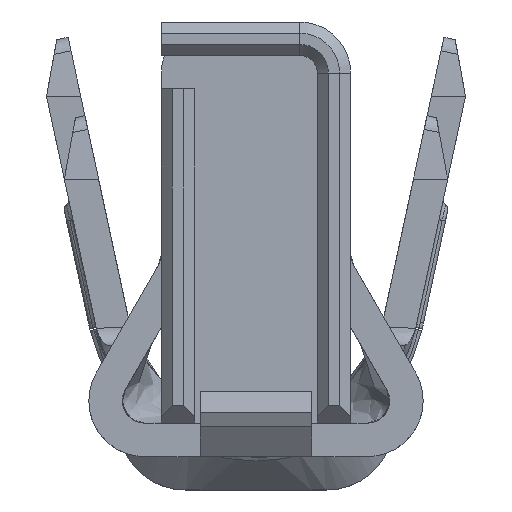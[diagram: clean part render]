
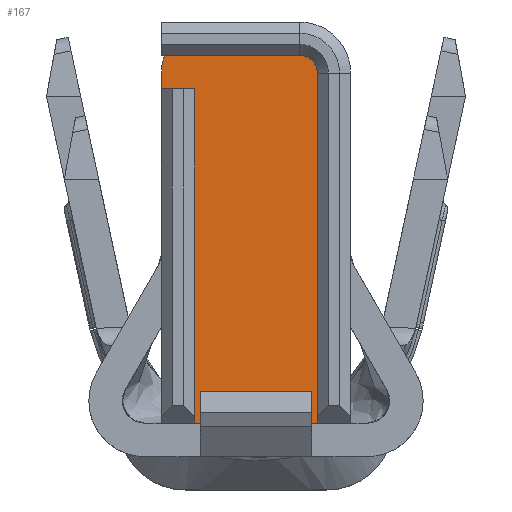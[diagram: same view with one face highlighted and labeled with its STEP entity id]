
A CAD part, front view. The second image highlights one B-rep face of the part: STEP entity #167.
In plain terms, the highlighted planar face has unit normal (0, -1, 0).
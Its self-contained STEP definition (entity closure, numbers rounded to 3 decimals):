
#30=CARTESIAN_POINT('',(0.475,-5.783,1.2));
#31=DIRECTION('',(1.,0.,0.));
#32=DIRECTION('',(0.,-1.,0.));
#33=AXIS2_PLACEMENT_3D('',#30,#32,#31);
#34=PLANE('',#33);
#35=CARTESIAN_POINT('',(-0.275,-5.783,0.3));
#36=VERTEX_POINT('',#35);
#37=CARTESIAN_POINT('',(-0.275,-5.783,1.8));
#38=VERTEX_POINT('',#37);
#39=CARTESIAN_POINT('',(-0.275,-5.783,0.3));
#40=DIRECTION('',(0.,0.,1.));
#41=VECTOR('',#40,1.5);
#42=LINE('',#39,#41);
#43=EDGE_CURVE('',#36,#38,#42,.T.);
#44=ORIENTED_EDGE('',*,*,#43,.F.);
#45=CARTESIAN_POINT('',(-0.25,-5.783,0.3));
#46=VERTEX_POINT('',#45);
#47=CARTESIAN_POINT('',(-0.25,-5.783,0.3));
#48=DIRECTION('',(-1.,0.,0.));
#49=VECTOR('',#48,0.025);
#50=LINE('',#47,#49);
#51=EDGE_CURVE('',#46,#36,#50,.T.);
#52=ORIENTED_EDGE('',*,*,#51,.F.);
#53=CARTESIAN_POINT('',(-0.25,-5.783,0.335));
#54=VERTEX_POINT('',#53);
#55=CARTESIAN_POINT('',(-0.25,-5.783,0.335));
#56=DIRECTION('',(0.,0.,-1.));
#57=VECTOR('',#56,0.035);
#58=LINE('',#55,#57);
#59=EDGE_CURVE('',#54,#46,#58,.T.);
#60=ORIENTED_EDGE('',*,*,#59,.F.);
#61=CARTESIAN_POINT('',(0.25,-5.783,0.335));
#62=VERTEX_POINT('',#61);
#63=CARTESIAN_POINT('',(0.25,-5.783,0.335));
#64=DIRECTION('',(-1.,0.,0.));
#65=VECTOR('',#64,0.5);
#66=LINE('',#63,#65);
#67=EDGE_CURVE('',#62,#54,#66,.T.);
#68=ORIENTED_EDGE('',*,*,#67,.F.);
#69=CARTESIAN_POINT('',(0.25,-5.783,0.3));
#70=VERTEX_POINT('',#69);
#71=CARTESIAN_POINT('',(0.25,-5.783,0.3));
#72=DIRECTION('',(0.,0.,1.));
#73=VECTOR('',#72,0.035);
#74=LINE('',#71,#73);
#75=EDGE_CURVE('',#70,#62,#74,.T.);
#76=ORIENTED_EDGE('',*,*,#75,.F.);
#77=CARTESIAN_POINT('',(0.425,-5.783,0.3));
#78=VERTEX_POINT('',#77);
#79=CARTESIAN_POINT('',(0.425,-5.783,0.3));
#80=DIRECTION('',(-1.,0.,0.));
#81=VECTOR('',#80,0.175);
#82=LINE('',#79,#81);
#83=EDGE_CURVE('',#78,#70,#82,.T.);
#84=ORIENTED_EDGE('',*,*,#83,.F.);
#85=CARTESIAN_POINT('',(0.425,-5.783,0.313));
#86=VERTEX_POINT('',#85);
#87=CARTESIAN_POINT('',(0.425,-5.783,0.3));
#88=DIRECTION('',(0.,0.,1.));
#89=VECTOR('',#88,0.013);
#90=LINE('',#87,#89);
#91=EDGE_CURVE('',#78,#86,#90,.T.);
#92=ORIENTED_EDGE('',*,*,#91,.T.);
#93=CARTESIAN_POINT('',(0.275,-5.783,0.313));
#94=VERTEX_POINT('',#93);
#95=CARTESIAN_POINT('',(0.275,-5.783,0.313));
#96=DIRECTION('',(1.,0.,0.));
#97=VECTOR('',#96,0.15);
#98=LINE('',#95,#97);
#99=EDGE_CURVE('',#94,#86,#98,.T.);
#100=ORIENTED_EDGE('',*,*,#99,.F.);
#101=CARTESIAN_POINT('',(0.275,-5.783,1.87));
#102=VERTEX_POINT('',#101);
#103=CARTESIAN_POINT('',(0.275,-5.783,1.87));
#104=DIRECTION('',(0.,0.,-1.));
#105=VECTOR('',#104,1.557);
#106=LINE('',#103,#105);
#107=EDGE_CURVE('',#102,#94,#106,.T.);
#108=ORIENTED_EDGE('',*,*,#107,.F.);
#109=CARTESIAN_POINT('',(0.195,-5.783,1.95));
#110=VERTEX_POINT('',#109);
#111=CARTESIAN_POINT('',(0.195,-5.783,1.87));
#112=DIRECTION('',(0.,0.,1.));
#113=DIRECTION('',(0.,1.,0.));
#114=AXIS2_PLACEMENT_3D('',#111,#113,#112);
#115=CIRCLE('',#114,0.08);
#116=EDGE_CURVE('',#110,#102,#115,.T.);
#117=ORIENTED_EDGE('',*,*,#116,.F.);
#118=CARTESIAN_POINT('',(-0.024,-5.783,1.95));
#119=VERTEX_POINT('',#118);
#120=CARTESIAN_POINT('',(-0.024,-5.783,1.95));
#121=DIRECTION('',(1.,0.,0.));
#122=VECTOR('',#121,0.219);
#123=LINE('',#120,#122);
#124=EDGE_CURVE('',#119,#110,#123,.T.);
#125=ORIENTED_EDGE('',*,*,#124,.F.);
#126=CARTESIAN_POINT('',(-0.024,-5.783,2.1));
#127=VERTEX_POINT('',#126);
#128=CARTESIAN_POINT('',(-0.024,-5.783,2.1));
#129=DIRECTION('',(0.,0.,-1.));
#130=VECTOR('',#129,0.15);
#131=LINE('',#128,#130);
#132=EDGE_CURVE('',#127,#119,#131,.T.);
#133=ORIENTED_EDGE('',*,*,#132,.F.);
#134=CARTESIAN_POINT('',(-0.195,-5.783,2.1));
#135=VERTEX_POINT('',#134);
#136=CARTESIAN_POINT('',(-0.024,-5.783,2.1));
#137=DIRECTION('',(-1.,0.,0.));
#138=VECTOR('',#137,0.171);
#139=LINE('',#136,#138);
#140=EDGE_CURVE('',#127,#135,#139,.T.);
#141=ORIENTED_EDGE('',*,*,#140,.T.);
#142=CARTESIAN_POINT('',(-0.425,-5.783,1.87));
#143=VERTEX_POINT('',#142);
#144=CARTESIAN_POINT('',(-0.195,-5.783,1.87));
#145=DIRECTION('',(0.,0.,1.));
#146=DIRECTION('',(0.,-1.,0.));
#147=AXIS2_PLACEMENT_3D('',#144,#146,#145);
#148=CIRCLE('',#147,0.23);
#149=EDGE_CURVE('',#135,#143,#148,.T.);
#150=ORIENTED_EDGE('',*,*,#149,.T.);
#151=CARTESIAN_POINT('',(-0.425,-5.783,1.8));
#152=VERTEX_POINT('',#151);
#153=CARTESIAN_POINT('',(-0.425,-5.783,1.87));
#154=DIRECTION('',(0.,0.,-1.));
#155=VECTOR('',#154,0.07);
#156=LINE('',#153,#155);
#157=EDGE_CURVE('',#143,#152,#156,.T.);
#158=ORIENTED_EDGE('',*,*,#157,.T.);
#159=CARTESIAN_POINT('',(-0.425,-5.783,1.8));
#160=DIRECTION('',(1.,0.,0.));
#161=VECTOR('',#160,0.15);
#162=LINE('',#159,#161);
#163=EDGE_CURVE('',#152,#38,#162,.T.);
#164=ORIENTED_EDGE('',*,*,#163,.T.);
#165=EDGE_LOOP('',(#44,#52,#60,#68,#76,#84,#92,#100,#108,#117,#125,#133,#141,#150,#158,#164));
#166=FACE_OUTER_BOUND('',#165,.T.);
#167=ADVANCED_FACE('',(#166),#34,.T.);
